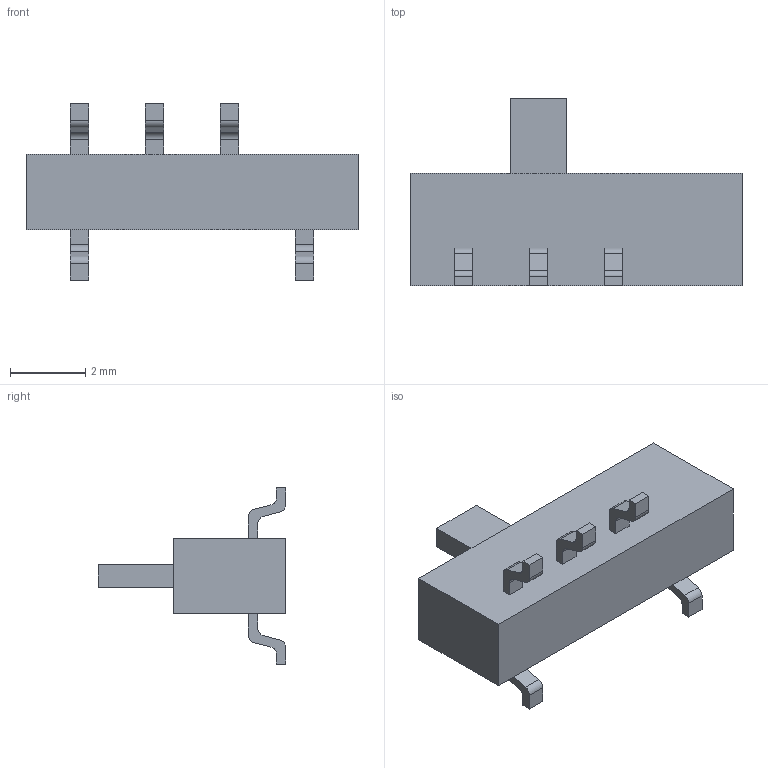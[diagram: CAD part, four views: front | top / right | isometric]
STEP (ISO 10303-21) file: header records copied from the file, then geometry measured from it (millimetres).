
FILE_DESCRIPTION(('FreeCAD Model'),'2;1');
FILE_NAME('Open CASCADE Shape Model','2024-05-13T14:18:33',('Author'),( ''),'Open CASCADE STEP processor 7.6','Ondsel','Unknown');
FILE_SCHEMA(('AUTOMOTIVE_DESIGN { 1 0 10303 214 1 1 1 1 }'));
Length unit declared in the file: millimetre
Products named in the file (8): SS3NP-MS007; SS3NP-MS; SS3NP-MS001; SS3NP-MS002; SS3NP-MS003; SS3NP-MS004; SS3NP-MS005; SS3NP-MS006
Assembly tree (7 placements, depth 2):
  SS3NP-MS007
    SS3NP-MS
    SS3NP-MS001
    SS3NP-MS002
    SS3NP-MS003
    SS3NP-MS004
    SS3NP-MS005
    SS3NP-MS006
Bounding box: 8.85 x 5 x 4.7 mm (x, y, z)
Volume: 56.1 mm3; surface area: 125.9 mm2
Topology: 7 solids, 7 shells, 82 faces, 204 edges, 136 vertices
Faces by surface type: plane 62, cylinder 20
Entity records: 2696 total; most frequent: CARTESIAN_POINT 430, DIRECTION 424, ORIENTED_EDGE 408, EDGE_CURVE 204, LINE 164, VECTOR 164, VERTEX_POINT 136, AXIS2_PLACEMENT_3D 130
